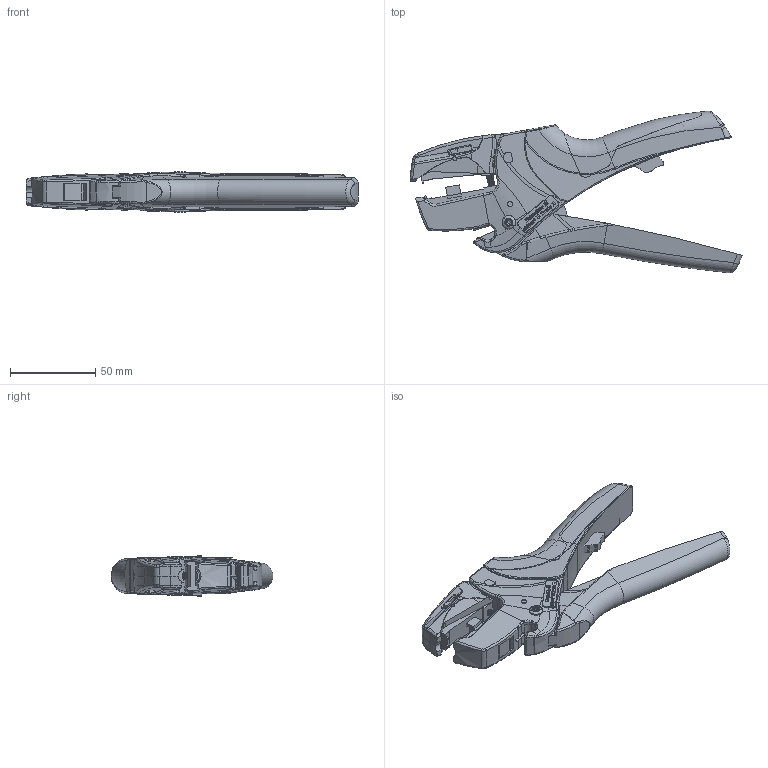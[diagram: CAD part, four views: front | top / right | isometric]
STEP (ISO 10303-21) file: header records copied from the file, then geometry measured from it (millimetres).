
FILE_DESCRIPTION(('CATIA V5 STEP Exchange','CAx-IF Rec.Pracs.--- Model Styling and Organization---1.5--- 2016-08-15','CAx-IF Rec.Pracs.---Supplemental Geometry---1.0---2011-11-01','CAx-IF Rec.Pracs.--- Composite Materials ---1.1---2010-07-15'),'2;1');
FILE_NAME ('015466-1_0', '2025-03-03T09:01:26+00:00', ('none'), ('Weidmueller'), 'CATIA Version 5-6 Release 2022 SP4 HF5', 'CATIA V5 STEP AP214 v3', 'none');
FILE_SCHEMA(('AUTOMOTIVE_DESIGN { 1 0 10303 214 1 1 1 1 }'));
Length unit declared in the file: millimetre
Products named in the file (1): 1512780000_SPX_4_UL_XL_AllCATPart
Bounding box: 194.52 x 94.83 x 23.53 mm (x, y, z)
Volume: 157770.7 mm3; surface area: 36361.1 mm2
Topology: 1 solids, 1 shells, 1647 faces, 4607 edges, 3000 vertices
Faces by surface type: plane 1016, bspline 281, cylinder 199, cone 55, torus 46, sphere 28, extrusion 16, revolution 6
Entity records: 69417 total; most frequent: CARTESIAN_POINT 29756, ORIENTED_EDGE 9178, DIRECTION 5596, EDGE_CURVE 4589, VECTOR 3018, LINE 3002, VERTEX_POINT 2999, EDGE_LOOP 1714
